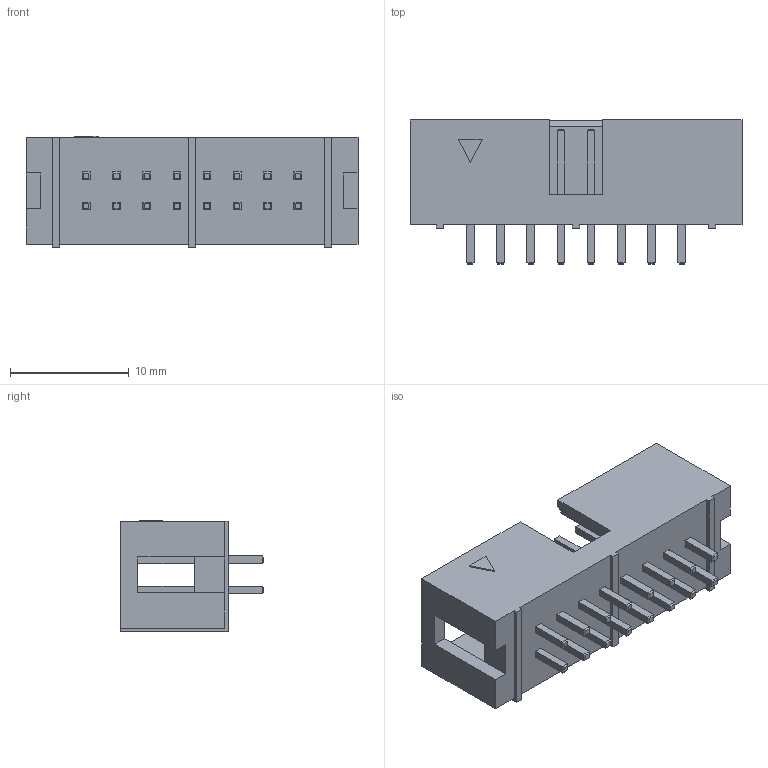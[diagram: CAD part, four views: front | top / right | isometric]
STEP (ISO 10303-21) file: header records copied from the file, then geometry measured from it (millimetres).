
FILE_DESCRIPTION (( 'STEP AP214' ), '1' );
FILE_NAME ('BH-16.step', '2021-01-16T12:42:52', ( '' ), ( '' ), 'SwSTEP 2.0', 'SolidWorks 2020', '' );
FILE_SCHEMA (( 'AUTOMOTIVE_DESIGN' ));
Length unit declared in the file: millimetre
Products named in the file (1): BH-16
Bounding box: 27.92 x 12.1 x 9.4 mm (x, y, z)
Volume: 1123.2 mm3; surface area: 2070.9 mm2
Topology: 17 solids, 17 shells, 337 faces, 782 edges, 476 vertices
Faces by surface type: plane 337
Entity records: 11902 total; most frequent: CARTESIAN_POINT 1596, ORIENTED_EDGE 1564, DIRECTION 1458, LINE 782, EDGE_CURVE 782, VECTOR 782, VERTEX_POINT 476, EDGE_LOOP 370
